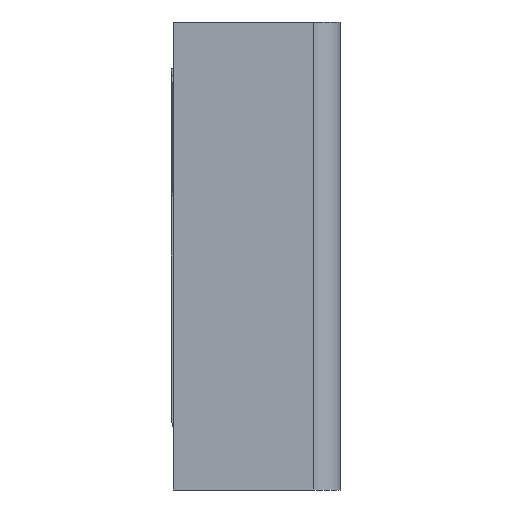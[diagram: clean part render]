
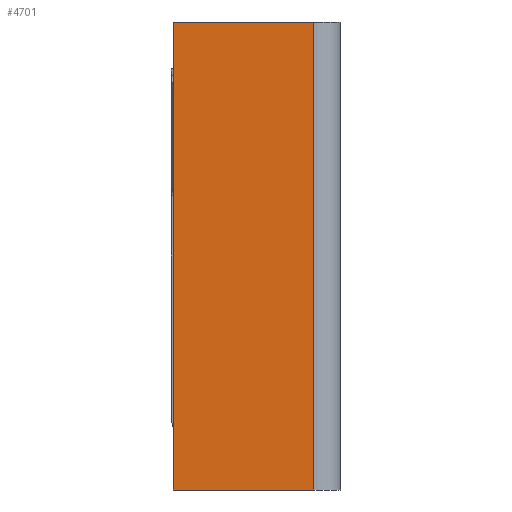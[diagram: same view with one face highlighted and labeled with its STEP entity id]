
A CAD part, left-side view. The second image highlights one B-rep face of the part: STEP entity #4701.
In plain terms, the highlighted planar face has unit normal (-1, 0, 0).
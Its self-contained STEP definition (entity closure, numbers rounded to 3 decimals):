
#502 = VERTEX_POINT ( 'NONE', #12270 ) ;
#531 = VECTOR ( 'NONE', #1064, 1000. ) ;
#582 = ORIENTED_EDGE ( 'NONE', *, *, #4862, .F. ) ;
#776 = VERTEX_POINT ( 'NONE', #10208 ) ;
#1064 = DIRECTION ( 'NONE',  ( 0., 0., 1. ) ) ;
#1333 = ORIENTED_EDGE ( 'NONE', *, *, #7074, .T. ) ;
#1854 = VERTEX_POINT ( 'NONE', #7075 ) ;
#1905 = VECTOR ( 'NONE', #9114, 1000. ) ;
#1967 = CARTESIAN_POINT ( 'NONE',  ( 0., 0.4, -7. ) ) ;
#2094 = CARTESIAN_POINT ( 'NONE',  ( 0., 1.25, -7. ) ) ;
#2674 = CARTESIAN_POINT ( 'NONE',  ( 0., 1.25, 0. ) ) ;
#2894 = ORIENTED_EDGE ( 'NONE', *, *, #6592, .F. ) ;
#3999 = CARTESIAN_POINT ( 'NONE',  ( 0., 0.4, -7.14 ) ) ;
#4701 = ADVANCED_FACE ( 'NONE', ( #5971 ), #4949, .F. ) ;
#4862 = EDGE_CURVE ( 'NONE', #502, #776, #7121, .T. ) ;
#4912 = EDGE_LOOP ( 'NONE', ( #582, #1333, #12032, #2894 ) ) ;
#4949 = PLANE ( 'NONE',  #12720 ) ;
#5795 = LINE ( 'NONE', #2674, #8324 ) ;
#5867 = EDGE_CURVE ( 'NONE', #1854, #9640, #13351, .T. ) ;
#5971 = FACE_OUTER_BOUND ( 'NONE', #4912, .T. ) ;
#6592 = EDGE_CURVE ( 'NONE', #776, #1854, #5795, .T. ) ;
#6794 = DIRECTION ( 'NONE',  ( 0., 0., -1. ) ) ;
#7060 = CARTESIAN_POINT ( 'NONE',  ( 0., 2.5, -3.5 ) ) ;
#7074 = EDGE_CURVE ( 'NONE', #502, #9640, #13353, .T. ) ;
#7075 = CARTESIAN_POINT ( 'NONE',  ( 0., 0.4, 0. ) ) ;
#7121 = LINE ( 'NONE', #7060, #531 ) ;
#8324 = VECTOR ( 'NONE', #9132, 1000. ) ;
#9105 = CARTESIAN_POINT ( 'NONE',  ( 0., 1.45, -3.5 ) ) ;
#9114 = DIRECTION ( 'NONE',  ( 0., 0., -1. ) ) ;
#9132 = DIRECTION ( 'NONE',  ( 0., -1., 0. ) ) ;
#9252 = DIRECTION ( 'NONE',  ( 0., -1., 0. ) ) ;
#9399 = VECTOR ( 'NONE', #9252, 1000. ) ;
#9640 = VERTEX_POINT ( 'NONE', #1967 ) ;
#10208 = CARTESIAN_POINT ( 'NONE',  ( 0., 2.5, 0. ) ) ;
#12032 = ORIENTED_EDGE ( 'NONE', *, *, #5867, .F. ) ;
#12270 = CARTESIAN_POINT ( 'NONE',  ( 0., 2.5, -7. ) ) ;
#12720 = AXIS2_PLACEMENT_3D ( 'NONE', #9105, #13268, #6794 ) ;
#13268 = DIRECTION ( 'NONE',  ( 1., 0., 0. ) ) ;
#13351 = LINE ( 'NONE', #3999, #1905 ) ;
#13353 = LINE ( 'NONE', #2094, #9399 ) ;
